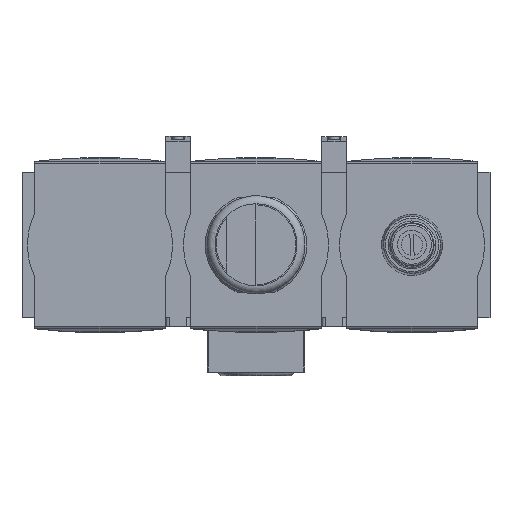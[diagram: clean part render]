
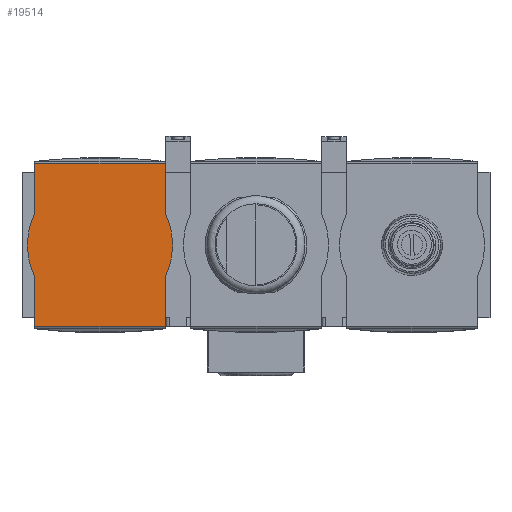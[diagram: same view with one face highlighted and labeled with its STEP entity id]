
A CAD part, top view. The second image highlights one B-rep face of the part: STEP entity #19514.
In plain terms, the highlighted planar face has unit normal (0, 0, 1).
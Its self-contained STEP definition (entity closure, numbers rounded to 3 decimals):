
#14124=CARTESIAN_POINT('',(-25.,-22.464,27.));
#14125=VERTEX_POINT('',#14124);
#14132=CARTESIAN_POINT('',(-61.,-22.464,27.0));
#14133=VERTEX_POINT('',#14132);
#14134=CARTESIAN_POINT('',(-25.,-22.464,27.));
#14135=DIRECTION('',(-1.0,0.0,0.0));
#14136=VECTOR('',#14135,36.);
#14137=LINE('',#14134,#14136);
#14138=EDGE_CURVE('',#14125,#14133,#14137,.T.);
#14336=CARTESIAN_POINT('',(-61.,-8.718,27.));
#14337=VERTEX_POINT('',#14336);
#14344=CARTESIAN_POINT('',(-61.,8.718,27.));
#14345=VERTEX_POINT('',#14344);
#14346=CARTESIAN_POINT('',(-43.,0.,27.0));
#14347=DIRECTION('',(0.0,0.0,-1.0));
#14348=DIRECTION('',(-1.0,0.0,0.0));
#14349=AXIS2_PLACEMENT_3D('',#14346,#14347,#14348);
#14350=CIRCLE('',#14349,20.0);
#14351=EDGE_CURVE('',#14337,#14345,#14350,.T.);
#14376=CARTESIAN_POINT('',(-25.,-8.718,27.0));
#14377=VERTEX_POINT('',#14376);
#14385=CARTESIAN_POINT('',(-25.,8.718,27.));
#14386=VERTEX_POINT('',#14385);
#14393=CARTESIAN_POINT('',(-43.,0.,27.0));
#14394=DIRECTION('',(0.0,0.0,-1.0));
#14395=DIRECTION('',(-1.0,0.0,0.0));
#14396=AXIS2_PLACEMENT_3D('',#14393,#14394,#14395);
#14397=CIRCLE('',#14396,20.0);
#14398=EDGE_CURVE('',#14386,#14377,#14397,.T.);
#17882=CARTESIAN_POINT('',(-61.,22.464,27.));
#17883=VERTEX_POINT('',#17882);
#17890=CARTESIAN_POINT('',(-25.,22.464,27.0));
#17891=VERTEX_POINT('',#17890);
#17892=CARTESIAN_POINT('',(-61.,22.464,27.));
#17893=DIRECTION('',(1.0,0.0,0.0));
#17894=VECTOR('',#17893,36.);
#17895=LINE('',#17892,#17894);
#17896=EDGE_CURVE('',#17883,#17891,#17895,.T.);
#18535=CARTESIAN_POINT('',(-25.,-22.464,27.));
#18536=DIRECTION('',(0.0,1.0,0.0));
#18537=VECTOR('',#18536,13.746);
#18538=LINE('',#18535,#18537);
#18539=EDGE_CURVE('',#14125,#14377,#18538,.T.);
#18602=CARTESIAN_POINT('',(-25.,8.718,27.));
#18603=DIRECTION('',(0.0,1.0,0.0));
#18604=VECTOR('',#18603,13.746);
#18605=LINE('',#18602,#18604);
#18606=EDGE_CURVE('',#14386,#17891,#18605,.T.);
#18969=CARTESIAN_POINT('',(-61.,-8.718,27.));
#18970=DIRECTION('',(0.0,-1.0,0.0));
#18971=VECTOR('',#18970,13.746);
#18972=LINE('',#18969,#18971);
#18973=EDGE_CURVE('',#14337,#14133,#18972,.T.);
#19085=CARTESIAN_POINT('',(-61.,22.464,27.));
#19086=DIRECTION('',(0.0,-1.0,0.0));
#19087=VECTOR('',#19086,13.746);
#19088=LINE('',#19085,#19087);
#19089=EDGE_CURVE('',#17883,#14345,#19088,.T.);
#19499=CARTESIAN_POINT('',(-43.,0.,27.0));
#19500=DIRECTION('',(0.0,0.0,-1.0));
#19501=DIRECTION('',(-1.0,0.0,0.0));
#19502=AXIS2_PLACEMENT_3D('',#19499,#19500,#19501);
#19503=PLANE('',#19502);
#19504=ORIENTED_EDGE('',*,*,#14398,.F.);
#19505=ORIENTED_EDGE('',*,*,#18606,.T.);
#19506=ORIENTED_EDGE('',*,*,#17896,.F.);
#19507=ORIENTED_EDGE('',*,*,#19089,.T.);
#19508=ORIENTED_EDGE('',*,*,#14351,.F.);
#19509=ORIENTED_EDGE('',*,*,#18973,.T.);
#19510=ORIENTED_EDGE('',*,*,#14138,.F.);
#19511=ORIENTED_EDGE('',*,*,#18539,.T.);
#19512=EDGE_LOOP('',(#19504,#19505,#19506,#19507,#19508,#19509,#19510,#19511));
#19513=FACE_OUTER_BOUND('',#19512,.T.);
#19514=ADVANCED_FACE('',(#19513),#19503,.F.);
